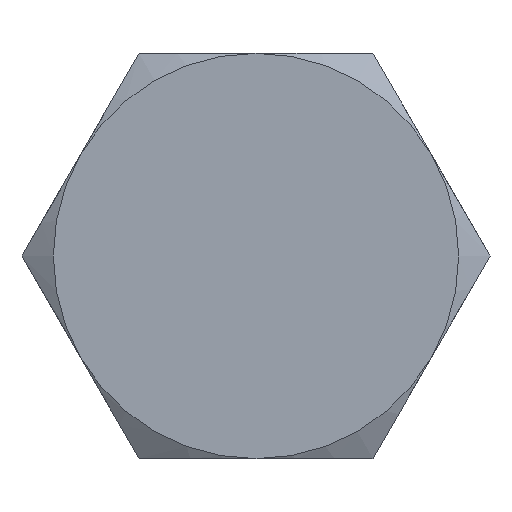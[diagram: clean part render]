
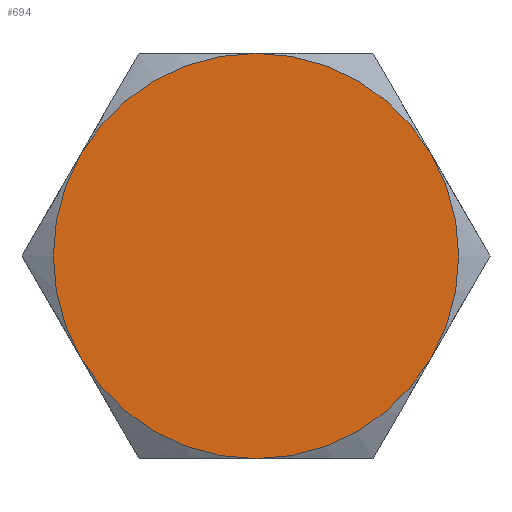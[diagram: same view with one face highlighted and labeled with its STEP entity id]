
A CAD part, left-side view. The second image highlights one B-rep face of the part: STEP entity #694.
In plain terms, the highlighted planar face has unit normal (-1, 0, 0).
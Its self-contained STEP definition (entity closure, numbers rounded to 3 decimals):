
#4 = AXIS2_PLACEMENT_3D ( 'NONE', #102, #160, #564 ) ;
#12 = CARTESIAN_POINT ( 'NONE',  ( 0., 5.774, 0. ) ) ;
#22 = CARTESIAN_POINT ( 'NONE',  ( 0., 0., 5. ) ) ;
#49 = VERTEX_POINT ( 'NONE', #212 ) ;
#52 = DIRECTION ( 'NONE',  ( 1., 0., 0. ) ) ;
#57 = VERTEX_POINT ( 'NONE', #689 ) ;
#92 = VERTEX_POINT ( 'NONE', #578 ) ;
#97 = DIRECTION ( 'NONE',  ( 0., 0., -1. ) ) ;
#102 = CARTESIAN_POINT ( 'NONE',  ( 0., 0., 0. ) ) ;
#106 = CIRCLE ( 'NONE', #4, 5. ) ;
#108 = CIRCLE ( 'NONE', #443, 5. ) ;
#159 = AXIS2_PLACEMENT_3D ( 'NONE', #698, #467, #465 ) ;
#160 = DIRECTION ( 'NONE',  ( -1., 0., 0. ) ) ;
#173 = ORIENTED_EDGE ( 'NONE', *, *, #577, .F. ) ;
#177 = EDGE_CURVE ( 'NONE', #217, #444, #268, .T. ) ;
#182 = DIRECTION ( 'NONE',  ( 1., 0., 0. ) ) ;
#195 = DIRECTION ( 'NONE',  ( 0., 0., -1. ) ) ;
#212 = CARTESIAN_POINT ( 'NONE',  ( 0., -4.33, -2.5 ) ) ;
#214 = CARTESIAN_POINT ( 'NONE',  ( 0., 0., 0. ) ) ;
#217 = VERTEX_POINT ( 'NONE', #22 ) ;
#226 = AXIS2_PLACEMENT_3D ( 'NONE', #12, #182, #594 ) ;
#235 = PLANE ( 'NONE',  #226 ) ;
#250 = DIRECTION ( 'NONE',  ( 1., 0., 0. ) ) ;
#265 = ORIENTED_EDGE ( 'NONE', *, *, #499, .F. ) ;
#268 = CIRCLE ( 'NONE', #552, 5. ) ;
#283 = DIRECTION ( 'NONE',  ( 1., 0., 0. ) ) ;
#289 = ORIENTED_EDGE ( 'NONE', *, *, #324, .F. ) ;
#294 = ORIENTED_EDGE ( 'NONE', *, *, #516, .F. ) ;
#324 = EDGE_CURVE ( 'NONE', #57, #92, #636, .T. ) ;
#327 = CIRCLE ( 'NONE', #507, 5. ) ;
#330 = DIRECTION ( 'NONE',  ( 1., 0., 0. ) ) ;
#331 = CIRCLE ( 'NONE', #159, 5. ) ;
#333 = ORIENTED_EDGE ( 'NONE', *, *, #453, .T. ) ;
#335 = CARTESIAN_POINT ( 'NONE',  ( 0., -4.33, 2.5 ) ) ;
#407 = ORIENTED_EDGE ( 'NONE', *, *, #177, .F. ) ;
#443 = AXIS2_PLACEMENT_3D ( 'NONE', #620, #283, #684 ) ;
#444 = VERTEX_POINT ( 'NONE', #335 ) ;
#445 = VERTEX_POINT ( 'NONE', #458 ) ;
#453 = EDGE_CURVE ( 'NONE', #217, #92, #106, .T. ) ;
#458 = CARTESIAN_POINT ( 'NONE',  ( 0., 0., -5. ) ) ;
#465 = DIRECTION ( 'NONE',  ( 0., 0., -1. ) ) ;
#467 = DIRECTION ( 'NONE',  ( 1., 0., 0. ) ) ;
#499 = EDGE_CURVE ( 'NONE', #49, #445, #327, .T. ) ;
#507 = AXIS2_PLACEMENT_3D ( 'NONE', #214, #52, #624 ) ;
#516 = EDGE_CURVE ( 'NONE', #445, #57, #108, .T. ) ;
#540 = CARTESIAN_POINT ( 'NONE',  ( 0., 0., 0. ) ) ;
#552 = AXIS2_PLACEMENT_3D ( 'NONE', #540, #250, #195 ) ;
#559 = AXIS2_PLACEMENT_3D ( 'NONE', #612, #330, #97 ) ;
#564 = DIRECTION ( 'NONE',  ( 0., 0., 1. ) ) ;
#577 = EDGE_CURVE ( 'NONE', #444, #49, #331, .T. ) ;
#578 = CARTESIAN_POINT ( 'NONE',  ( 0., 4.33, 2.5 ) ) ;
#594 = DIRECTION ( 'NONE',  ( 0., 0., -1. ) ) ;
#607 = FACE_OUTER_BOUND ( 'NONE', #634, .T. ) ;
#612 = CARTESIAN_POINT ( 'NONE',  ( 0., 0., 0. ) ) ;
#620 = CARTESIAN_POINT ( 'NONE',  ( 0., 0., 0. ) ) ;
#624 = DIRECTION ( 'NONE',  ( 0., 0., -1. ) ) ;
#634 = EDGE_LOOP ( 'NONE', ( #294, #265, #173, #407, #333, #289 ) ) ;
#636 = CIRCLE ( 'NONE', #559, 5. ) ;
#684 = DIRECTION ( 'NONE',  ( 0., 0., -1. ) ) ;
#689 = CARTESIAN_POINT ( 'NONE',  ( 0., 4.33, -2.5 ) ) ;
#694 = ADVANCED_FACE ( 'NONE', ( #607 ), #235, .F. ) ;
#698 = CARTESIAN_POINT ( 'NONE',  ( 0., 0., 0. ) ) ;
